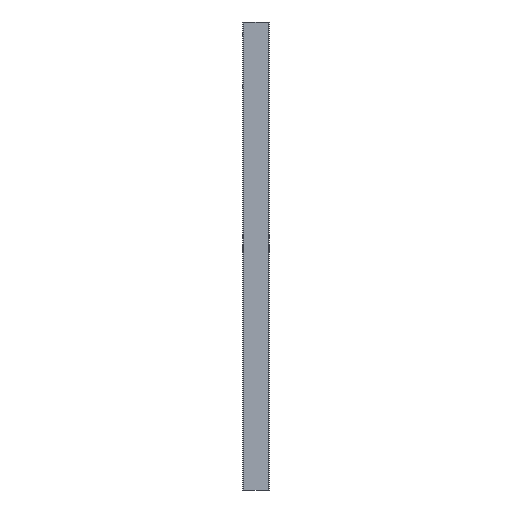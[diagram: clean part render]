
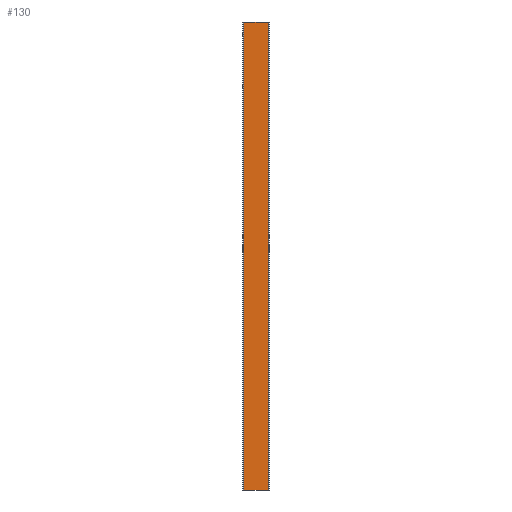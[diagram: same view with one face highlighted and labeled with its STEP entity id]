
A CAD part, left-side view. The second image highlights one B-rep face of the part: STEP entity #130.
In plain terms, the highlighted planar face has unit normal (-1, 0, 0).
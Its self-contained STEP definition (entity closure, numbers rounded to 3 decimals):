
#27 = CARTESIAN_POINT ( 'NONE',  ( -27.5, -45.5, 900. ) ) ;
#31 = VECTOR ( 'NONE', #1387, 1000. ) ;
#108 = EDGE_CURVE ( 'NONE', #1384, #118, #262, .T. ) ;
#118 = VERTEX_POINT ( 'NONE', #597 ) ;
#130 = ADVANCED_FACE ( 'NONE', ( #224 ), #269, .T. ) ;
#184 = DIRECTION ( 'NONE',  ( 0., 0., -1. ) ) ;
#222 = VERTEX_POINT ( 'NONE', #294 ) ;
#224 = FACE_OUTER_BOUND ( 'NONE', #1428, .T. ) ;
#253 = AXIS2_PLACEMENT_3D ( 'NONE', #1343, #680, #670 ) ;
#262 = LINE ( 'NONE', #27, #876 ) ;
#269 = PLANE ( 'NONE',  #253 ) ;
#294 = CARTESIAN_POINT ( 'NONE',  ( -27.5, 48., -900. ) ) ;
#297 = LINE ( 'NONE', #1043, #1419 ) ;
#320 = EDGE_CURVE ( 'NONE', #118, #222, #973, .T. ) ;
#323 = DIRECTION ( 'NONE',  ( 0., 1., 0. ) ) ;
#375 = EDGE_CURVE ( 'NONE', #1088, #222, #297, .T. ) ;
#433 = ORIENTED_EDGE ( 'NONE', *, *, #320, .F. ) ;
#435 = CARTESIAN_POINT ( 'NONE',  ( -27.5, -50., -900. ) ) ;
#501 = CARTESIAN_POINT ( 'NONE',  ( -27.5, -45.5, 900. ) ) ;
#514 = CARTESIAN_POINT ( 'NONE',  ( -27.5, -50., 900. ) ) ;
#522 = ORIENTED_EDGE ( 'NONE', *, *, #108, .F. ) ;
#597 = CARTESIAN_POINT ( 'NONE',  ( -27.5, -45.5, -900. ) ) ;
#614 = LINE ( 'NONE', #514, #31 ) ;
#670 = DIRECTION ( 'NONE',  ( 0., 0., 1. ) ) ;
#680 = DIRECTION ( 'NONE',  ( -1., 0., 0. ) ) ;
#726 = ORIENTED_EDGE ( 'NONE', *, *, #375, .T. ) ;
#864 = ORIENTED_EDGE ( 'NONE', *, *, #998, .T. ) ;
#876 = VECTOR ( 'NONE', #1265, 1000. ) ;
#966 = VECTOR ( 'NONE', #323, 1000. ) ;
#973 = LINE ( 'NONE', #435, #966 ) ;
#998 = EDGE_CURVE ( 'NONE', #1384, #1088, #614, .T. ) ;
#1043 = CARTESIAN_POINT ( 'NONE',  ( -27.5, 48., 900. ) ) ;
#1088 = VERTEX_POINT ( 'NONE', #1109 ) ;
#1109 = CARTESIAN_POINT ( 'NONE',  ( -27.5, 48., 900. ) ) ;
#1265 = DIRECTION ( 'NONE',  ( 0., 0., -1. ) ) ;
#1343 = CARTESIAN_POINT ( 'NONE',  ( -27.5, -50., 900. ) ) ;
#1384 = VERTEX_POINT ( 'NONE', #501 ) ;
#1387 = DIRECTION ( 'NONE',  ( 0., 1., 0. ) ) ;
#1419 = VECTOR ( 'NONE', #184, 1000. ) ;
#1428 = EDGE_LOOP ( 'NONE', ( #433, #522, #864, #726 ) ) ;
